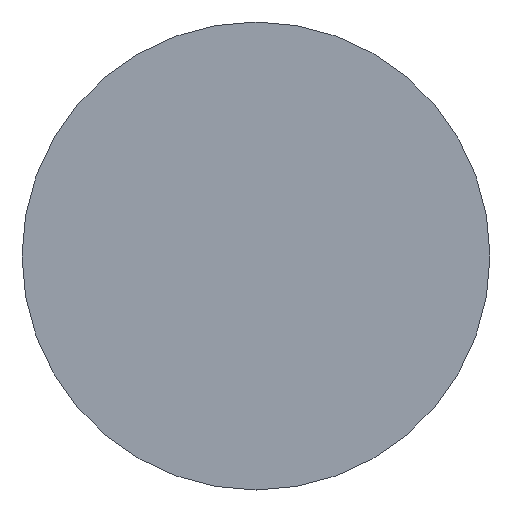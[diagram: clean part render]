
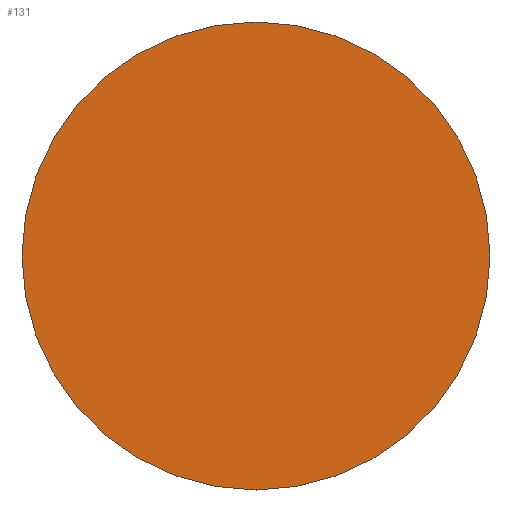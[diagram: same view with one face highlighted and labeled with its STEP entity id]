
A CAD part, left-side view. The second image highlights one B-rep face of the part: STEP entity #131.
In plain terms, the highlighted planar face has unit normal (-1, 0, 0).
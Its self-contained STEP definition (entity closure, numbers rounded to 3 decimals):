
#3 = PLANE ( 'NONE',  #54 ) ;
#4 = CARTESIAN_POINT ( 'NONE',  ( 47.754, 28.478, 6.35 ) ) ;
#9 = VERTEX_POINT ( 'NONE', #11 ) ;
#11 = CARTESIAN_POINT ( 'NONE',  ( 47.754, 28.478, -6.35 ) ) ;
#21 = CIRCLE ( 'NONE', #119, 6.35 ) ;
#25 = DIRECTION ( 'NONE',  ( 0., 0., 1. ) ) ;
#27 = EDGE_CURVE ( 'NONE', #152, #9, #21, .T. ) ;
#51 = ORIENTED_EDGE ( 'NONE', *, *, #141, .T. ) ;
#54 = AXIS2_PLACEMENT_3D ( 'NONE', #169, #79, #116 ) ;
#60 = FACE_OUTER_BOUND ( 'NONE', #177, .T. ) ;
#77 = CIRCLE ( 'NONE', #103, 6.35 ) ;
#79 = DIRECTION ( 'NONE',  ( 1., 0., 0. ) ) ;
#103 = AXIS2_PLACEMENT_3D ( 'NONE', #173, #128, #130 ) ;
#110 = CARTESIAN_POINT ( 'NONE',  ( 47.754, 28.478, 0. ) ) ;
#116 = DIRECTION ( 'NONE',  ( 0., 0., -1. ) ) ;
#119 = AXIS2_PLACEMENT_3D ( 'NONE', #110, #165, #25 ) ;
#128 = DIRECTION ( 'NONE',  ( -1., 0., 0. ) ) ;
#130 = DIRECTION ( 'NONE',  ( 0., 0., 1. ) ) ;
#131 = ADVANCED_FACE ( 'NONE', ( #60 ), #3, .F. ) ;
#132 = ORIENTED_EDGE ( 'NONE', *, *, #27, .T. ) ;
#141 = EDGE_CURVE ( 'NONE', #9, #152, #77, .T. ) ;
#152 = VERTEX_POINT ( 'NONE', #4 ) ;
#165 = DIRECTION ( 'NONE',  ( -1., 0., 0. ) ) ;
#169 = CARTESIAN_POINT ( 'NONE',  ( 47.754, 28.478, 0. ) ) ;
#173 = CARTESIAN_POINT ( 'NONE',  ( 47.754, 28.478, 0. ) ) ;
#177 = EDGE_LOOP ( 'NONE', ( #132, #51 ) ) ;
